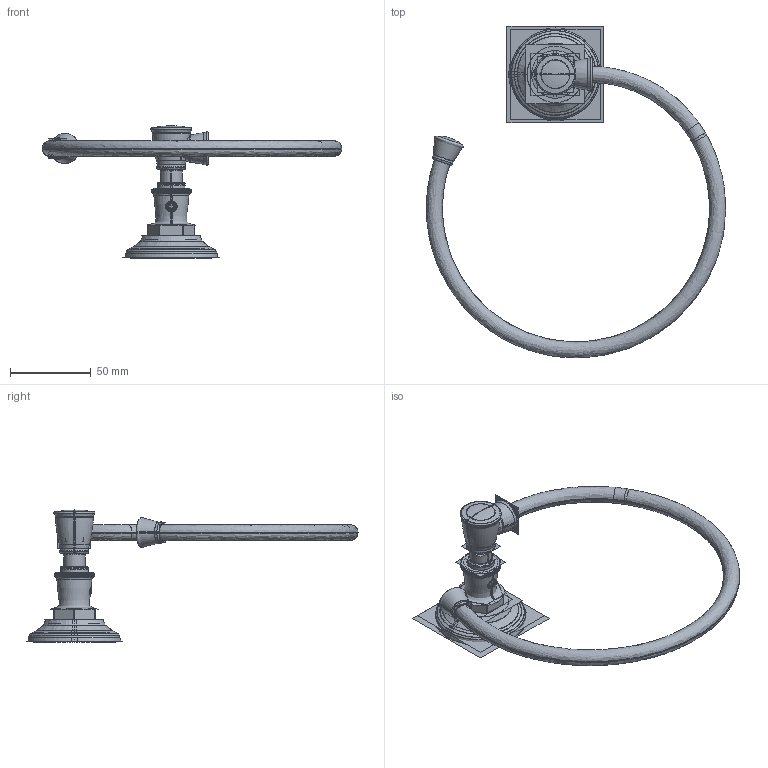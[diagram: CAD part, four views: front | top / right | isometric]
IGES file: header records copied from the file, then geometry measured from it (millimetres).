
Start section:  PTC IGES file: 4821.igs
Global section: file name: 4821.igs; native system: Creo Parametric by Parametric Technology Corporation; preprocessor: 2012230; author: ravindrashirol; organization: Unknown; date: 20140609.114840; units: inch
Bounding box: 185.84 x 206.03 x 82.09 mm (x, y, z)
Surface area: 247981.1 mm2 (no closed solid volume)
Topology: 0 solids, 0 shells, 1829 faces, 25692 edges, 33594 vertices
Faces by surface type: bspline 996, revolution 825, extrusion 8
